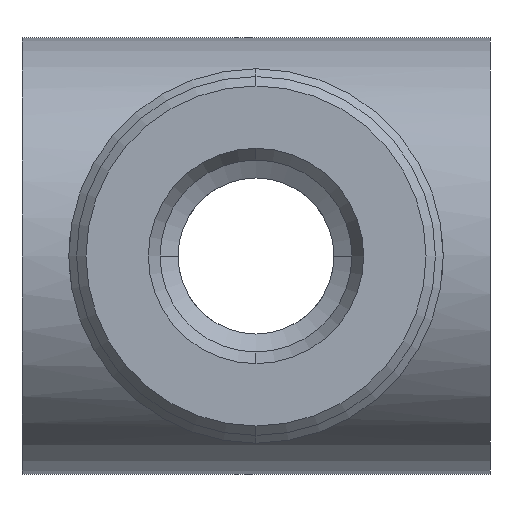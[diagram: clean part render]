
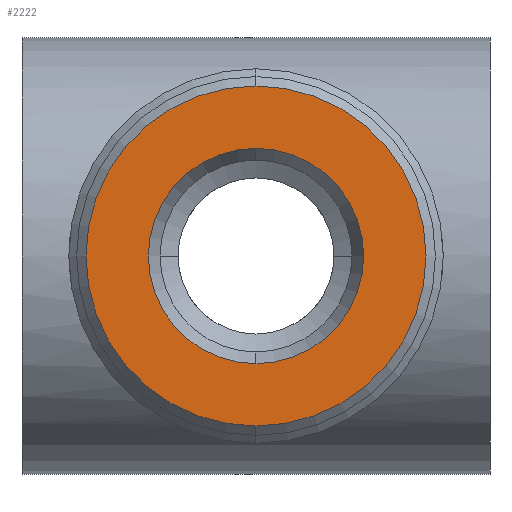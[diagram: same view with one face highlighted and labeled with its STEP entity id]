
A CAD part, left-side view. The second image highlights one B-rep face of the part: STEP entity #2222.
In plain terms, the highlighted planar face has unit normal (-1, 0, 0).
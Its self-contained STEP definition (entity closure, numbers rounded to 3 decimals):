
#1784 = DIRECTION ( 'NONE',  ( 0., 0., -1. ) ) ;
#1785 = DIRECTION ( 'NONE',  ( 1., 0., 0. ) ) ;
#1786 = CARTESIAN_POINT ( 'NONE',  ( -22.7, 0., 0. ) ) ;
#1787 = AXIS2_PLACEMENT_3D ( 'NONE', #1786, #1785, #1784 ) ;
#1788 = CIRCLE ( 'NONE', #1787, 5.45 ) ;
#1790 = DIRECTION ( 'NONE',  ( 0., 0., 1. ) ) ;
#1791 = DIRECTION ( 'NONE',  ( -1., 0., 0. ) ) ;
#1792 = CARTESIAN_POINT ( 'NONE',  ( -22.7, 5.45, 0. ) ) ;
#1846 = PLANE ( 'NONE',  #1847 ) ;
#1847 = AXIS2_PLACEMENT_3D ( 'NONE', #1792, #1791, #1790 ) ;
#1848 = FACE_OUTER_BOUND ( 'NONE', #2225, .T. ) ;
#1849 = DIRECTION ( 'NONE',  ( 0., 0., -1. ) ) ;
#1850 = DIRECTION ( 'NONE',  ( 1., 0., 0. ) ) ;
#1851 = CARTESIAN_POINT ( 'NONE',  ( -22.7, 0., 0. ) ) ;
#1852 = AXIS2_PLACEMENT_3D ( 'NONE', #1851, #1850, #1849 ) ;
#1853 = CIRCLE ( 'NONE', #1852, 3.45 ) ;
#1854 = FACE_BOUND ( 'NONE', #2208, .T. ) ;
#2208 = EDGE_LOOP ( 'NONE', ( #2223, #2224 ) ) ;
#2221 = EDGE_CURVE ( 'NONE', #2534, #2551, #1853, .T. ) ;
#2222 = ADVANCED_FACE ( 'NONE', ( #1854, #1848 ), #1846, .T. ) ;
#2223 = ORIENTED_EDGE ( 'NONE', *, *, #2544, .T. ) ;
#2224 = ORIENTED_EDGE ( 'NONE', *, *, #2221, .T. ) ;
#2225 = EDGE_LOOP ( 'NONE', ( #2226, #2227 ) ) ;
#2226 = ORIENTED_EDGE ( 'NONE', *, *, #2543, .F. ) ;
#2227 = ORIENTED_EDGE ( 'NONE', *, *, #2228, .F. ) ;
#2228 = EDGE_CURVE ( 'NONE', #2621, #2619, #1788, .T. ) ;
#2534 = VERTEX_POINT ( 'NONE', #4437 ) ;
#2543 = EDGE_CURVE ( 'NONE', #2619, #2621, #4537, .T. ) ;
#2544 = EDGE_CURVE ( 'NONE', #2551, #2534, #4427, .T. ) ;
#2551 = VERTEX_POINT ( 'NONE', #4463 ) ;
#2619 = VERTEX_POINT ( 'NONE', #3408 ) ;
#2621 = VERTEX_POINT ( 'NONE', #3403 ) ;
#3403 = CARTESIAN_POINT ( 'NONE',  ( -22.7, 0., 5.45 ) ) ;
#3408 = CARTESIAN_POINT ( 'NONE',  ( -22.7, 0., -5.45 ) ) ;
#4426 = CARTESIAN_POINT ( 'NONE',  ( -22.7, 0., 0. ) ) ;
#4427 = CIRCLE ( 'NONE', #4434, 3.45 ) ;
#4428 = DIRECTION ( 'NONE',  ( 0., 0., -1. ) ) ;
#4429 = DIRECTION ( 'NONE',  ( 1., 0., 0. ) ) ;
#4430 = AXIS2_PLACEMENT_3D ( 'NONE', #4536, #4429, #4428 ) ;
#4432 = DIRECTION ( 'NONE',  ( 0., 0., -1. ) ) ;
#4433 = DIRECTION ( 'NONE',  ( 1., 0., 0. ) ) ;
#4434 = AXIS2_PLACEMENT_3D ( 'NONE', #4426, #4433, #4432 ) ;
#4437 = CARTESIAN_POINT ( 'NONE',  ( -22.7, 0., -3.45 ) ) ;
#4463 = CARTESIAN_POINT ( 'NONE',  ( -22.7, 0., 3.45 ) ) ;
#4536 = CARTESIAN_POINT ( 'NONE',  ( -22.7, 0., 0. ) ) ;
#4537 = CIRCLE ( 'NONE', #4430, 5.45 ) ;
